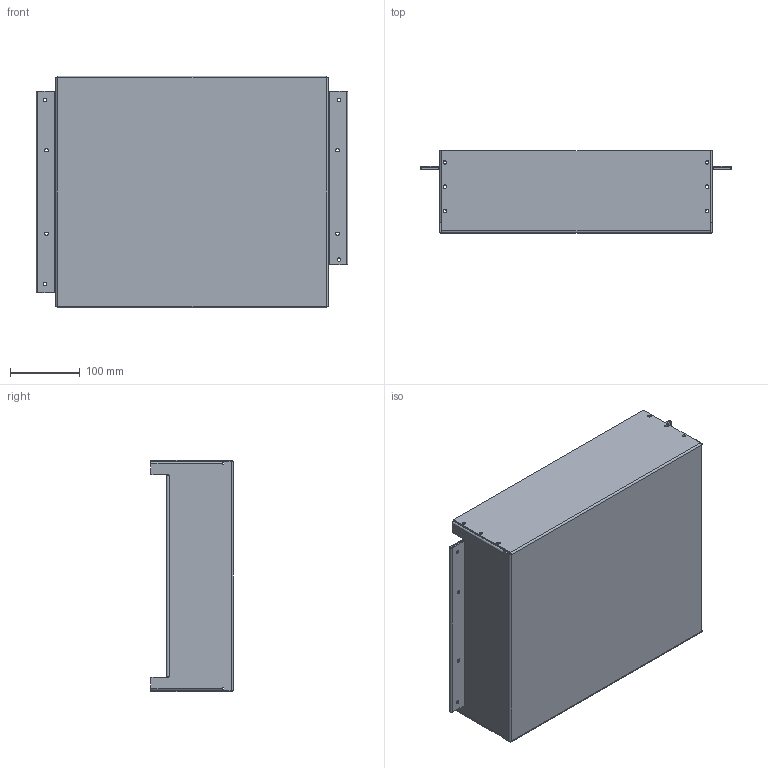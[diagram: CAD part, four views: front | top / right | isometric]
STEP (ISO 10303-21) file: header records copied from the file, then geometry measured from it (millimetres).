
FILE_DESCRIPTION (( 'STEP AP214' ), '1' );
FILE_NAME ('Storage Module_Outer_Al.STEP', '2025-07-16T11:32:26', ( '' ), ( '' ), 'SwSTEP 2.0', 'SolidWorks 2022', '' );
FILE_SCHEMA (( 'AUTOMOTIVE_DESIGN' ));
Length unit declared in the file: millimetre
Products named in the file (1): Storage Module_Outer_Al
Bounding box: 447.4 x 118 x 333 mm (x, y, z)
Volume: 621477.3 mm3; surface area: 628628.2 mm2
Topology: 1 solids, 1 shells, 226 faces, 580 edges, 356 vertices
Faces by surface type: plane 120, cylinder 106
Entity records: 6998 total; most frequent: DIRECTION 1250, CARTESIAN_POINT 1163, ORIENTED_EDGE 1160, EDGE_CURVE 580, AXIS2_PLACEMENT_3D 443, LINE 364, VECTOR 364, VERTEX_POINT 356
